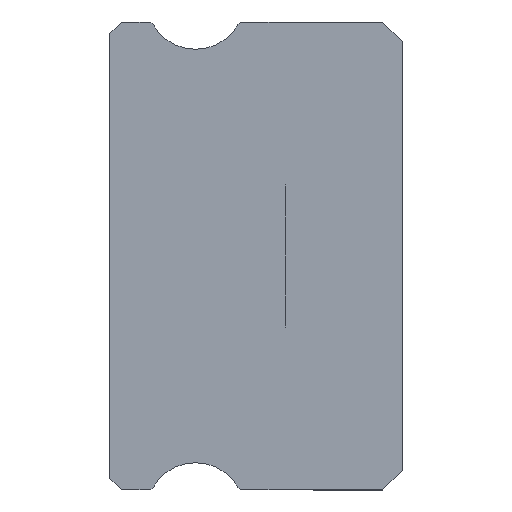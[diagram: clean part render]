
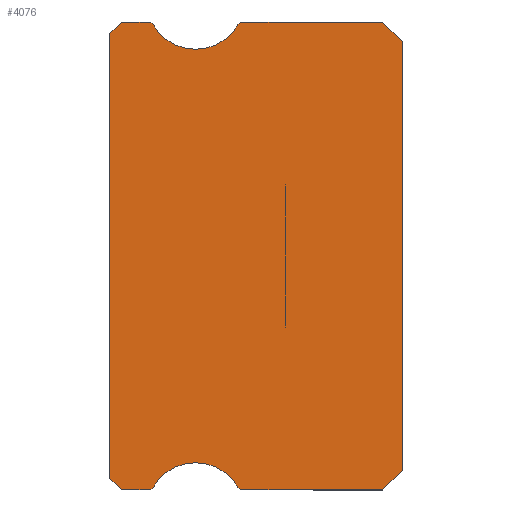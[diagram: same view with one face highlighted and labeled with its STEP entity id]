
A CAD part, left-side view. The second image highlights one B-rep face of the part: STEP entity #4076.
In plain terms, the highlighted planar face has unit normal (-1, 0, 0).
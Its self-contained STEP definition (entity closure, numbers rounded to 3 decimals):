
#4 = CARTESIAN_POINT ( 'NONE',  ( -5., 7.2, -6. ) ) ;
#57 = AXIS2_PLACEMENT_3D ( 'NONE', #607, #995, #4365 ) ;
#61 = AXIS2_PLACEMENT_3D ( 'NONE', #4746, #677, #651 ) ;
#117 = LINE ( 'NONE', #3790, #1164 ) ;
#125 = DIRECTION ( 'NONE',  ( 0., 1., 0. ) ) ;
#180 = ORIENTED_EDGE ( 'NONE', *, *, #2468, .F. ) ;
#182 = CARTESIAN_POINT ( 'NONE',  ( -5., 4.088, -6. ) ) ;
#189 = DIRECTION ( 'NONE',  ( 0., 0., -1. ) ) ;
#224 = ORIENTED_EDGE ( 'NONE', *, *, #1955, .F. ) ;
#325 = CARTESIAN_POINT ( 'NONE',  ( -5., 0., 5.5 ) ) ;
#395 = CIRCLE ( 'NONE', #2182, 1.25 ) ;
#397 = CARTESIAN_POINT ( 'NONE',  ( -5., 5.3, 6.55 ) ) ;
#436 = DIRECTION ( 'NONE',  ( 0., -0.707, -0.707 ) ) ;
#522 = ORIENTED_EDGE ( 'NONE', *, *, #2672, .T. ) ;
#599 = ORIENTED_EDGE ( 'NONE', *, *, #1008, .F. ) ;
#607 = CARTESIAN_POINT ( 'NONE',  ( -5., 5.3, 6.55 ) ) ;
#651 = DIRECTION ( 'NONE',  ( 0., 0., -1. ) ) ;
#677 = DIRECTION ( 'NONE',  ( 1., 0., 0. ) ) ;
#744 = CIRCLE ( 'NONE', #1339, 0.15 ) ;
#758 = CARTESIAN_POINT ( 'NONE',  ( -5., 0., 5.5 ) ) ;
#805 = CARTESIAN_POINT ( 'NONE',  ( -5., 7.5, 5.7 ) ) ;
#808 = EDGE_CURVE ( 'NONE', #1302, #4229, #4660, .T. ) ;
#870 = ORIENTED_EDGE ( 'NONE', *, *, #4645, .F. ) ;
#951 = EDGE_CURVE ( 'NONE', #3855, #2732, #1476, .T. ) ;
#966 = VERTEX_POINT ( 'NONE', #1782 ) ;
#995 = DIRECTION ( 'NONE',  ( -1., 0., 0. ) ) ;
#1008 = EDGE_CURVE ( 'NONE', #4712, #3855, #2399, .T. ) ;
#1017 = VECTOR ( 'NONE', #3595, 1000. ) ;
#1117 = DIRECTION ( 'NONE',  ( 0., 0., 1. ) ) ;
#1156 = VECTOR ( 'NONE', #2630, 1000. ) ;
#1164 = VECTOR ( 'NONE', #4179, 1000. ) ;
#1217 = CARTESIAN_POINT ( 'NONE',  ( -5., 4.217, 5.925 ) ) ;
#1221 = ORIENTED_EDGE ( 'NONE', *, *, #951, .F. ) ;
#1276 = ORIENTED_EDGE ( 'NONE', *, *, #2923, .T. ) ;
#1281 = DIRECTION ( 'NONE',  ( 0., 0., -1. ) ) ;
#1302 = VERTEX_POINT ( 'NONE', #2743 ) ;
#1316 = LINE ( 'NONE', #3472, #4051 ) ;
#1339 = AXIS2_PLACEMENT_3D ( 'NONE', #2897, #4379, #2922 ) ;
#1349 = ORIENTED_EDGE ( 'NONE', *, *, #2506, .F. ) ;
#1367 = CARTESIAN_POINT ( 'NONE',  ( -5., 6.512, 5.85 ) ) ;
#1389 = VECTOR ( 'NONE', #436, 1000. ) ;
#1396 = CARTESIAN_POINT ( 'NONE',  ( -5., 7.2, 6. ) ) ;
#1417 = DIRECTION ( 'NONE',  ( 0., -1., 0. ) ) ;
#1476 = CIRCLE ( 'NONE', #57, 1.25 ) ;
#1487 = VECTOR ( 'NONE', #4772, 1000. ) ;
#1526 = VERTEX_POINT ( 'NONE', #2030 ) ;
#1534 = CARTESIAN_POINT ( 'NONE',  ( -5., 0., -5.5 ) ) ;
#1543 = DIRECTION ( 'NONE',  ( 1., 0., 0. ) ) ;
#1550 = AXIS2_PLACEMENT_3D ( 'NONE', #397, #3710, #1886 ) ;
#1579 = CARTESIAN_POINT ( 'NONE',  ( -5., 5.3, 5.3 ) ) ;
#1602 = CARTESIAN_POINT ( 'NONE',  ( -5., 4.217, -5.925 ) ) ;
#1650 = EDGE_CURVE ( 'NONE', #1526, #966, #2828, .T. ) ;
#1651 = LINE ( 'NONE', #2667, #1389 ) ;
#1677 = CARTESIAN_POINT ( 'NONE',  ( -5., 0.5, -6. ) ) ;
#1779 = VERTEX_POINT ( 'NONE', #3757 ) ;
#1782 = CARTESIAN_POINT ( 'NONE',  ( -5., 6.512, -6. ) ) ;
#1879 = LINE ( 'NONE', #758, #4598 ) ;
#1886 = DIRECTION ( 'NONE',  ( 0., 0., -1. ) ) ;
#1904 = ORIENTED_EDGE ( 'NONE', *, *, #1650, .T. ) ;
#1913 = EDGE_LOOP ( 'NONE', ( #522, #4171, #1276, #1904, #4493, #224, #2279, #180, #3957, #4709, #4628, #4153, #870, #1221, #599, #1349, #2013 ) ) ;
#1955 = EDGE_CURVE ( 'NONE', #3852, #1779, #395, .T. ) ;
#1960 = CIRCLE ( 'NONE', #3748, 0.15 ) ;
#2007 = CARTESIAN_POINT ( 'NONE',  ( -5., 7.2, 6. ) ) ;
#2013 = ORIENTED_EDGE ( 'NONE', *, *, #808, .T. ) ;
#2030 = CARTESIAN_POINT ( 'NONE',  ( -5., 7.2, -6. ) ) ;
#2066 = VERTEX_POINT ( 'NONE', #2184 ) ;
#2150 = LINE ( 'NONE', #3637, #3365 ) ;
#2164 = VECTOR ( 'NONE', #125, 1000. ) ;
#2182 = AXIS2_PLACEMENT_3D ( 'NONE', #2758, #3161, #189 ) ;
#2184 = CARTESIAN_POINT ( 'NONE',  ( -5., 0.5, 6. ) ) ;
#2239 = LINE ( 'NONE', #4, #1487 ) ;
#2279 = ORIENTED_EDGE ( 'NONE', *, *, #3925, .F. ) ;
#2293 = EDGE_CURVE ( 'NONE', #2395, #4293, #1879, .T. ) ;
#2356 = DIRECTION ( 'NONE',  ( 1., 0., 0. ) ) ;
#2359 = VERTEX_POINT ( 'NONE', #805 ) ;
#2375 = EDGE_CURVE ( 'NONE', #2554, #2066, #117, .T. ) ;
#2395 = VERTEX_POINT ( 'NONE', #1534 ) ;
#2399 = CIRCLE ( 'NONE', #1550, 1.25 ) ;
#2442 = CARTESIAN_POINT ( 'NONE',  ( -5., 6.512, -6. ) ) ;
#2468 = EDGE_CURVE ( 'NONE', #4531, #3346, #2550, .T. ) ;
#2506 = EDGE_CURVE ( 'NONE', #1302, #4712, #1960, .T. ) ;
#2525 = DIRECTION ( 'NONE',  ( 0., 0., -1. ) ) ;
#2550 = LINE ( 'NONE', #3671, #1017 ) ;
#2554 = VERTEX_POINT ( 'NONE', #4055 ) ;
#2590 = EDGE_CURVE ( 'NONE', #4214, #2359, #2150, .T. ) ;
#2596 = EDGE_CURVE ( 'NONE', #1779, #966, #4679, .T. ) ;
#2630 = DIRECTION ( 'NONE',  ( 0., 0.707, -0.707 ) ) ;
#2667 = CARTESIAN_POINT ( 'NONE',  ( -5., 0.5, 6. ) ) ;
#2672 = EDGE_CURVE ( 'NONE', #4229, #2359, #1316, .T. ) ;
#2729 = PLANE ( 'NONE',  #4075 ) ;
#2732 = VERTEX_POINT ( 'NONE', #1217 ) ;
#2743 = CARTESIAN_POINT ( 'NONE',  ( -5., 6.512, 6. ) ) ;
#2758 = CARTESIAN_POINT ( 'NONE',  ( -5., 5.3, -6.55 ) ) ;
#2828 = LINE ( 'NONE', #2442, #3959 ) ;
#2897 = CARTESIAN_POINT ( 'NONE',  ( -5., 4.088, 5.85 ) ) ;
#2922 = DIRECTION ( 'NONE',  ( 0., 0., -1. ) ) ;
#2923 = EDGE_CURVE ( 'NONE', #4214, #1526, #2239, .T. ) ;
#3041 = CARTESIAN_POINT ( 'NONE',  ( -5., 6.512, -5.85 ) ) ;
#3058 = CARTESIAN_POINT ( 'NONE',  ( -5., 7.5, -5.7 ) ) ;
#3161 = DIRECTION ( 'NONE',  ( -1., 0., 0. ) ) ;
#3270 = CIRCLE ( 'NONE', #61, 0.15 ) ;
#3287 = DIRECTION ( 'NONE',  ( 0., 0., 1. ) ) ;
#3319 = CARTESIAN_POINT ( 'NONE',  ( -5., 6.383, 5.925 ) ) ;
#3346 = VERTEX_POINT ( 'NONE', #182 ) ;
#3365 = VECTOR ( 'NONE', #3287, 1000. ) ;
#3370 = LINE ( 'NONE', #3682, #1156 ) ;
#3472 = CARTESIAN_POINT ( 'NONE',  ( -5., 7.5, 5.7 ) ) ;
#3531 = FACE_OUTER_BOUND ( 'NONE', #1913, .T. ) ;
#3595 = DIRECTION ( 'NONE',  ( 0., 1., 0. ) ) ;
#3637 = CARTESIAN_POINT ( 'NONE',  ( -5., 7.5, 5.85 ) ) ;
#3671 = CARTESIAN_POINT ( 'NONE',  ( -5., 6.512, -6. ) ) ;
#3682 = CARTESIAN_POINT ( 'NONE',  ( -5., 0., -5.5 ) ) ;
#3710 = DIRECTION ( 'NONE',  ( -1., 0., 0. ) ) ;
#3748 = AXIS2_PLACEMENT_3D ( 'NONE', #1367, #4715, #2525 ) ;
#3757 = CARTESIAN_POINT ( 'NONE',  ( -5., 6.383, -5.925 ) ) ;
#3784 = DIRECTION ( 'NONE',  ( 0., 0., -1. ) ) ;
#3790 = CARTESIAN_POINT ( 'NONE',  ( -5., 6.512, 6. ) ) ;
#3852 = VERTEX_POINT ( 'NONE', #1602 ) ;
#3855 = VERTEX_POINT ( 'NONE', #1579 ) ;
#3858 = EDGE_CURVE ( 'NONE', #2066, #4293, #1651, .T. ) ;
#3925 = EDGE_CURVE ( 'NONE', #3346, #3852, #3270, .T. ) ;
#3934 = EDGE_CURVE ( 'NONE', #2395, #4531, #3370, .T. ) ;
#3957 = ORIENTED_EDGE ( 'NONE', *, *, #3934, .F. ) ;
#3959 = VECTOR ( 'NONE', #1417, 1000. ) ;
#4051 = VECTOR ( 'NONE', #4216, 1000. ) ;
#4055 = CARTESIAN_POINT ( 'NONE',  ( -5., 4.088, 6. ) ) ;
#4075 = AXIS2_PLACEMENT_3D ( 'NONE', #4206, #2356, #1281 ) ;
#4076 = ADVANCED_FACE ( 'NONE', ( #3531 ), #2729, .F. ) ;
#4153 = ORIENTED_EDGE ( 'NONE', *, *, #2375, .F. ) ;
#4171 = ORIENTED_EDGE ( 'NONE', *, *, #2590, .F. ) ;
#4179 = DIRECTION ( 'NONE',  ( 0., -1., 0. ) ) ;
#4206 = CARTESIAN_POINT ( 'NONE',  ( -5., 6.512, 5.85 ) ) ;
#4214 = VERTEX_POINT ( 'NONE', #3058 ) ;
#4216 = DIRECTION ( 'NONE',  ( 0., 0.707, -0.707 ) ) ;
#4229 = VERTEX_POINT ( 'NONE', #1396 ) ;
#4293 = VERTEX_POINT ( 'NONE', #325 ) ;
#4365 = DIRECTION ( 'NONE',  ( 0., 0., -1. ) ) ;
#4379 = DIRECTION ( 'NONE',  ( 1., 0., 0. ) ) ;
#4449 = AXIS2_PLACEMENT_3D ( 'NONE', #3041, #1543, #3784 ) ;
#4493 = ORIENTED_EDGE ( 'NONE', *, *, #2596, .F. ) ;
#4531 = VERTEX_POINT ( 'NONE', #1677 ) ;
#4598 = VECTOR ( 'NONE', #1117, 1000. ) ;
#4628 = ORIENTED_EDGE ( 'NONE', *, *, #3858, .F. ) ;
#4645 = EDGE_CURVE ( 'NONE', #2732, #2554, #744, .T. ) ;
#4660 = LINE ( 'NONE', #2007, #2164 ) ;
#4679 = CIRCLE ( 'NONE', #4449, 0.15 ) ;
#4709 = ORIENTED_EDGE ( 'NONE', *, *, #2293, .T. ) ;
#4712 = VERTEX_POINT ( 'NONE', #3319 ) ;
#4715 = DIRECTION ( 'NONE',  ( 1., 0., 0. ) ) ;
#4746 = CARTESIAN_POINT ( 'NONE',  ( -5., 4.088, -5.85 ) ) ;
#4772 = DIRECTION ( 'NONE',  ( 0., -0.707, -0.707 ) ) ;
